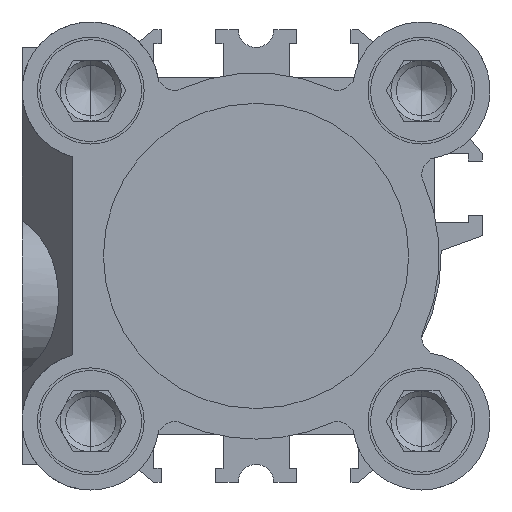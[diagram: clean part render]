
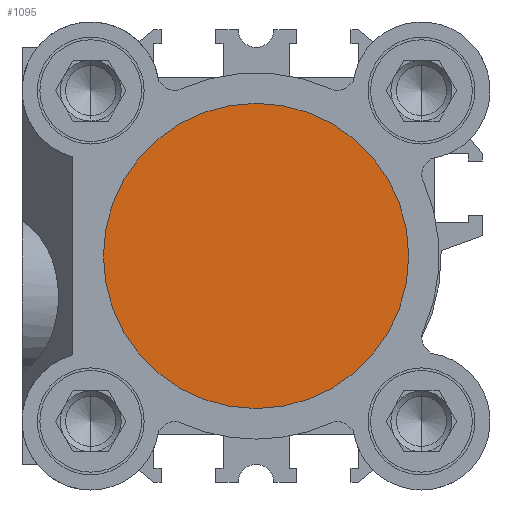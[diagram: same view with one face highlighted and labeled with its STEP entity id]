
A CAD part, left-side view. The second image highlights one B-rep face of the part: STEP entity #1095.
In plain terms, the highlighted face is planar.
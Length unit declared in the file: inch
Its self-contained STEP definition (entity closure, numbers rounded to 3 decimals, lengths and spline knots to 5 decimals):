
#122 = AXIS2_PLACEMENT_3D ( 'NONE', #11740, #5912, #139 ) ;
#139 = DIRECTION ( 'NONE',  ( 0., 0., 1. ) ) ;
#241 = AXIS2_PLACEMENT_3D ( 'NONE', #3497, #10303, #4479 ) ;
#765 = CARTESIAN_POINT ( 'NONE',  ( 0.15748, 0.59055, 0. ) ) ;
#1095 = ADVANCED_FACE ( 'NONE', ( #10819 ), #1960, .F. ) ;
#1960 = PLANE ( 'NONE',  #7359 ) ;
#2011 = VERTEX_POINT ( 'NONE', #3140 ) ;
#3140 = CARTESIAN_POINT ( 'NONE',  ( 0.15748, 0., -0.59055 ) ) ;
#3233 = ORIENTED_EDGE ( 'NONE', *, *, #8067, .F. ) ;
#3497 = CARTESIAN_POINT ( 'NONE',  ( 0.15748, 0., 0. ) ) ;
#4479 = DIRECTION ( 'NONE',  ( 0., 0., 1. ) ) ;
#5170 = CIRCLE ( 'NONE', #241, 0.59055 ) ;
#5912 = DIRECTION ( 'NONE',  ( -1., 0., 0. ) ) ;
#6660 = ORIENTED_EDGE ( 'NONE', *, *, #11079, .F. ) ;
#7359 = AXIS2_PLACEMENT_3D ( 'NONE', #765, #12566, #12522 ) ;
#7456 = CARTESIAN_POINT ( 'NONE',  ( 0.15748, 0., 0.59055 ) ) ;
#8067 = EDGE_CURVE ( 'NONE', #11488, #2011, #5170, .T. ) ;
#10090 = CIRCLE ( 'NONE', #122, 0.59055 ) ;
#10303 = DIRECTION ( 'NONE',  ( -1., 0., 0. ) ) ;
#10304 = EDGE_LOOP ( 'NONE', ( #3233, #6660 ) ) ;
#10819 = FACE_OUTER_BOUND ( 'NONE', #10304, .T. ) ;
#11079 = EDGE_CURVE ( 'NONE', #2011, #11488, #10090, .T. ) ;
#11488 = VERTEX_POINT ( 'NONE', #7456 ) ;
#11740 = CARTESIAN_POINT ( 'NONE',  ( 0.15748, 0., 0. ) ) ;
#12522 = DIRECTION ( 'NONE',  ( 0., 0., 1. ) ) ;
#12566 = DIRECTION ( 'NONE',  ( -1., 0., 0. ) ) ;
